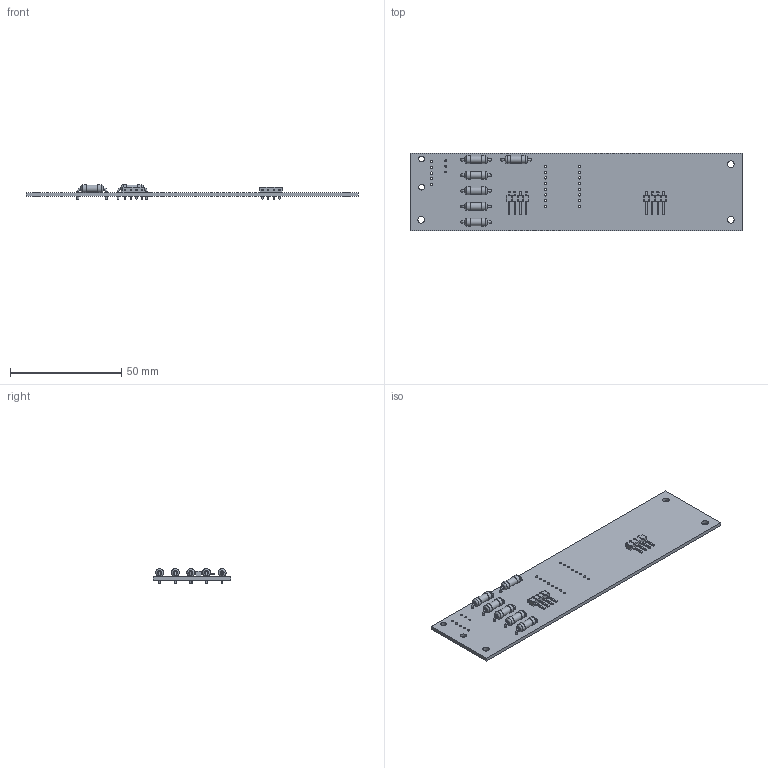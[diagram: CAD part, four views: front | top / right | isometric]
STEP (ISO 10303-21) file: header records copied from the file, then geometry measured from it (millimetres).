
FILE_DESCRIPTION(('KiCad electronic assembly'),'2;1');
FILE_NAME('escape_girl_pcb.step','2023-03-15T15:53:10',('Pcbnew'),( 'Kicad'),'Open CASCADE STEP processor 7.6','KiCad to STEP converter' ,'Unknown');
FILE_SCHEMA(('AUTOMOTIVE_DESIGN { 1 0 10303 214 1 1 1 1 }'));
Length unit declared in the file: millimetre
Products named in the file (6): escape_girl_pcb 1; R_Axial_DIN0411_L9.9mm_D3.6mm_P12.70mm_Horizontal; SOLID; PinHeader_1x04_P2.54mm_Horizontal; escape_girl PCB
Assembly tree (11 placements, depth 3):
  escape_girl_pcb 1
    R_Axial_DIN0411_L9.9mm_D3.6mm_P12.70mm_Horizontal  x6
      SOLID
    PinHeader_1x04_P2.54mm_Horizontal  x2
      SOLID
    escape_girl PCB
Bounding box: 149 x 35 x 6.6 mm (x, y, z)
Volume: 8967 mm3; surface area: 12549.4 mm2
Topology: 9 solids, 9 shells, 381 faces, 869 edges, 546 vertices
Faces by surface type: bspline 326, cylinder 49, plane 6
Full cylindrical faces by diameter (mm): 0.762 x3, 1 x24, 1.02 x5, 1.2 x12, 2.54 x2, 3 x3
Entity records: 12440 total; most frequent: CARTESIAN_POINT 4192, ORIENTED_EDGE 920, PCURVE 920, DEFINITIONAL_REPRESENTATION 920, B_SPLINE_CURVE_WITH_KNOTS 857, DIRECTION 611, EDGE_CURVE 460, SURFACE_CURVE 400
